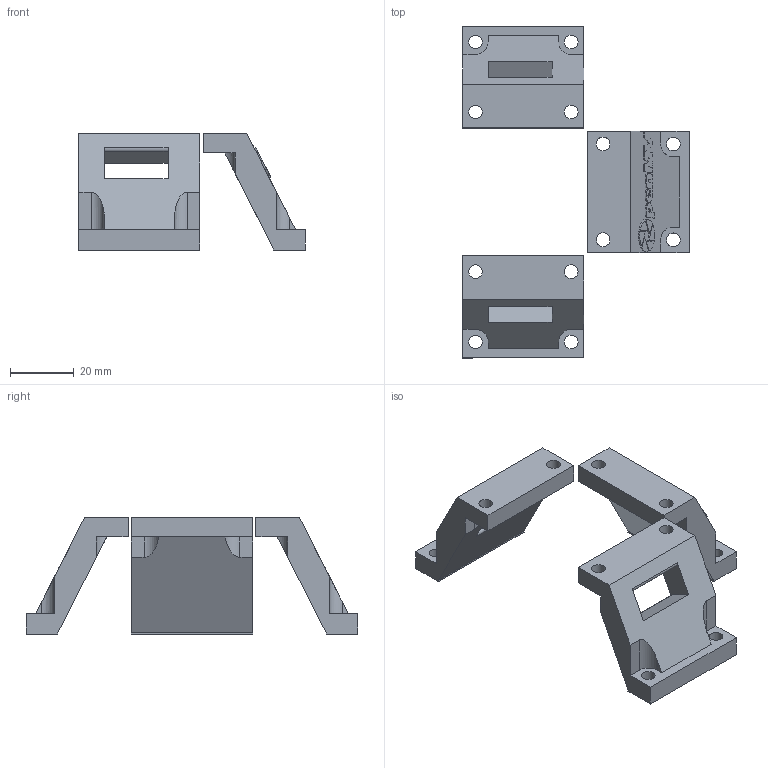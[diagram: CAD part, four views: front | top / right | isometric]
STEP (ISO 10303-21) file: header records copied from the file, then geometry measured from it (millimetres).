
FILE_DESCRIPTION(/* description */ (''),/* implementation_level */ '2;1');
FILE_NAME(/* name */ '',/* time_stamp */ '2025-07-18T09:16:50+08:00',/* author */ (''),/* organization */ (''),/* preprocessor_version */ 'ST-DEVELOPER v20.1',/* originating_system */ 'Autodesk Translation Framework v14.10.0.0',/* authorisation */ '');
FILE_SCHEMA (('AUTOMOTIVE_DESIGN { 1 0 10303 214 3 1 1 }'));
Length unit declared in the file: millimetre
Products named in the file (4): ROBOT; 零部件2; 零部件3; 零部件4
Assembly tree (3 placements, depth 2):
  ROBOT
    零部件2
    零部件3
    零部件4
Bounding box: 71 x 104 x 36.5 mm (x, y, z)
Volume: 39682.3 mm3; surface area: 16578.4 mm2
Topology: 3 solids, 3 shells, 172 faces, 459 edges, 306 vertices
Faces by surface type: plane 83, bspline 61, cylinder 28
Full cylindrical faces by diameter (mm): 4.3 x12
Entity records: 5857 total; most frequent: CARTESIAN_POINT 1689, ORIENTED_EDGE 918, DIRECTION 669, EDGE_CURVE 459, VERTEX_POINT 306, LINE 281, VECTOR 281, EDGE_LOOP 213
